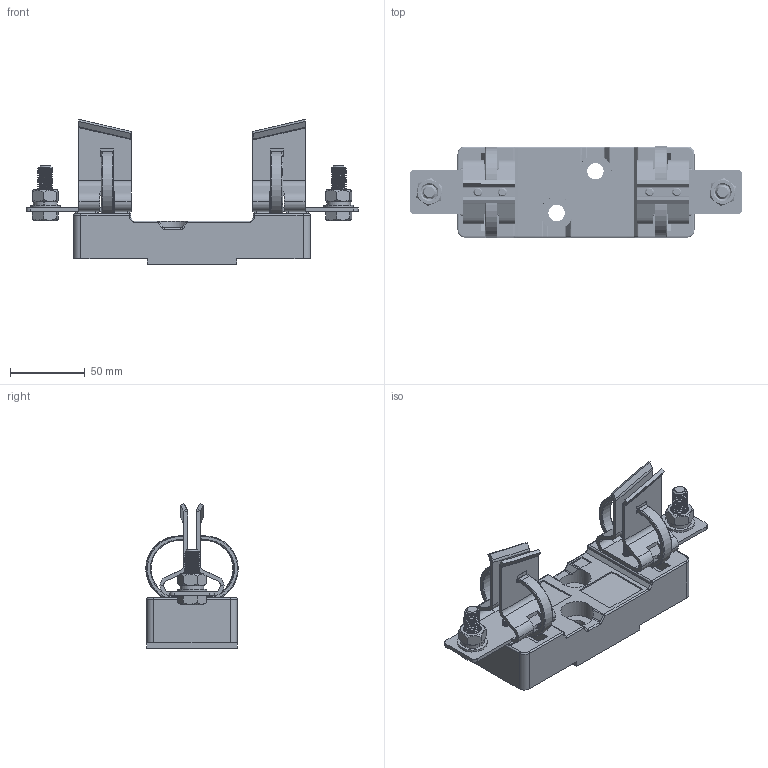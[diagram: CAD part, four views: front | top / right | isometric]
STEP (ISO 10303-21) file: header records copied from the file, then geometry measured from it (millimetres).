
FILE_DESCRIPTION(/* description */ (''),/* implementation_level */ '2;1');
FILE_NAME(/* name */ 'RT16-2座.prt.stp',/* time_stamp */ '2021-11-24T09:03:21+08:00',/* author */ (''),/* organization */ (''),/* preprocessor_version */ 'ST-DEVELOPER v16',/* originating_system */ 'SIEMENS PLM Software NX 10.0',/* authorisation */ '');
FILE_SCHEMA (('CONFIG_CONTROL_DESIGN'));
Products named in the file (1): RT16-2座
Bounding box: 222.7 x 62.09 x 97.23 mm (x, y, z)
Volume: 225127 mm3; surface area: 95121 mm2
Topology: 25 solids, 25 shells, 867 faces, 2154 edges, 1290 vertices
Faces by surface type: plane 397, cylinder 336, sphere 56, torus 28, bspline 28, cone 22
Full cylindrical faces by diameter (mm): 5 x4, 6 x64, 7 x4, 10 x4, 10.5 x2, 11 x6, 13.5 x2, 15 x2, 20 x2, 21.7 x2
Entity records: 67282 total; most frequent: CARTESIAN_POINT 49126, DIRECTION 3748, ORIENTED_EDGE 3664, EDGE_CURVE 1832, AXIS2_PLACEMENT_3D 1338, VERTEX_POINT 1140, LINE 1072, VECTOR 1072
